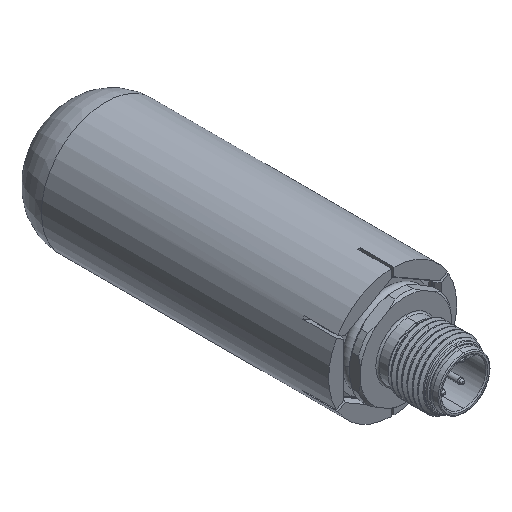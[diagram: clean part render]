
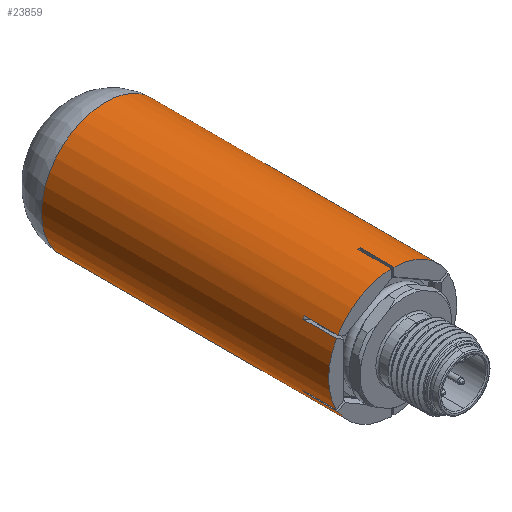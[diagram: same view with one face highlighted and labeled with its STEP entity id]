
A CAD part, isometric view. The second image highlights one B-rep face of the part: STEP entity #23859.
In plain terms, the highlighted cylindrical face has radius 12 mm (diameter 24 mm), a full revolution.
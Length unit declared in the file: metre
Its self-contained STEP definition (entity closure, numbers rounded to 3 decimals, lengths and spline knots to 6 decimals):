
#2707=CIRCLE('',#26544,0.012);
#2709=CIRCLE('',#26548,0.012);
#2711=CIRCLE('',#26553,0.012);
#2713=CIRCLE('',#26556,0.012);
#2715=CIRCLE('',#26560,0.012);
#2717=CIRCLE('',#26564,0.012);
#2718=CIRCLE('',#26567,0.012);
#2719=CIRCLE('',#26568,0.012);
#2720=CIRCLE('',#26569,0.012);
#2721=CIRCLE('',#26570,0.012);
#2722=CIRCLE('',#26571,0.012);
#2723=CIRCLE('',#26572,0.012);
#2724=CIRCLE('',#26573,0.012);
#3931=LINE('',#44619,#5678);
#3932=LINE('',#44623,#5679);
#3933=LINE('',#44624,#5680);
#3934=LINE('',#44628,#5681);
#3935=LINE('',#44629,#5682);
#3936=LINE('',#44633,#5683);
#3937=LINE('',#44634,#5684);
#3938=LINE('',#44638,#5685);
#3939=LINE('',#44639,#5686);
#3940=LINE('',#44643,#5687);
#3941=LINE('',#44644,#5688);
#3942=LINE('',#44648,#5689);
#5678=VECTOR('',#32017,1.);
#5679=VECTOR('',#32020,1.);
#5680=VECTOR('',#32021,1.);
#5681=VECTOR('',#32024,1.);
#5682=VECTOR('',#32025,1.);
#5683=VECTOR('',#32028,1.);
#5684=VECTOR('',#32029,1.);
#5685=VECTOR('',#32032,1.);
#5686=VECTOR('',#32033,1.);
#5687=VECTOR('',#32036,1.);
#5688=VECTOR('',#32037,1.);
#5689=VECTOR('',#32040,1.);
#10593=ORIENTED_EDGE('',*,*,#15431,.F.);
#10594=ORIENTED_EDGE('',*,*,#15469,.T.);
#10595=ORIENTED_EDGE('',*,*,#15470,.F.);
#10596=ORIENTED_EDGE('',*,*,#15471,.F.);
#10597=ORIENTED_EDGE('',*,*,#15424,.F.);
#10598=ORIENTED_EDGE('',*,*,#15472,.T.);
#10599=ORIENTED_EDGE('',*,*,#15473,.F.);
#10600=ORIENTED_EDGE('',*,*,#15474,.F.);
#10601=ORIENTED_EDGE('',*,*,#15463,.F.);
#10602=ORIENTED_EDGE('',*,*,#15475,.T.);
#10603=ORIENTED_EDGE('',*,*,#15476,.F.);
#10604=ORIENTED_EDGE('',*,*,#15477,.F.);
#10605=ORIENTED_EDGE('',*,*,#15455,.F.);
#10606=ORIENTED_EDGE('',*,*,#15478,.T.);
#10607=ORIENTED_EDGE('',*,*,#15479,.F.);
#10608=ORIENTED_EDGE('',*,*,#15480,.F.);
#10609=ORIENTED_EDGE('',*,*,#15447,.F.);
#10610=ORIENTED_EDGE('',*,*,#15481,.T.);
#10611=ORIENTED_EDGE('',*,*,#15482,.F.);
#10612=ORIENTED_EDGE('',*,*,#15483,.F.);
#10613=ORIENTED_EDGE('',*,*,#15443,.F.);
#10614=ORIENTED_EDGE('',*,*,#15484,.T.);
#10615=ORIENTED_EDGE('',*,*,#15485,.F.);
#10616=ORIENTED_EDGE('',*,*,#15486,.F.);
#10617=ORIENTED_EDGE('',*,*,#15487,.T.);
#15424=EDGE_CURVE('',#17970,#17968,#2707,.T.);
#15431=EDGE_CURVE('',#17977,#17978,#2709,.T.);
#15443=EDGE_CURVE('',#17989,#17990,#2711,.T.);
#15447=EDGE_CURVE('',#17993,#17994,#2713,.T.);
#15455=EDGE_CURVE('',#18001,#18002,#2715,.T.);
#15463=EDGE_CURVE('',#18009,#18010,#2717,.T.);
#15469=EDGE_CURVE('',#17977,#18015,#3931,.T.);
#15470=EDGE_CURVE('',#18016,#18015,#2718,.T.);
#15471=EDGE_CURVE('',#17968,#18016,#3932,.T.);
#15472=EDGE_CURVE('',#17970,#18017,#3933,.T.);
#15473=EDGE_CURVE('',#18018,#18017,#2719,.T.);
#15474=EDGE_CURVE('',#18010,#18018,#3934,.T.);
#15475=EDGE_CURVE('',#18009,#18019,#3935,.T.);
#15476=EDGE_CURVE('',#18020,#18019,#2720,.T.);
#15477=EDGE_CURVE('',#18002,#18020,#3936,.T.);
#15478=EDGE_CURVE('',#18001,#18021,#3937,.T.);
#15479=EDGE_CURVE('',#18022,#18021,#2721,.T.);
#15480=EDGE_CURVE('',#17994,#18022,#3938,.T.);
#15481=EDGE_CURVE('',#17993,#18023,#3939,.T.);
#15482=EDGE_CURVE('',#18024,#18023,#2722,.T.);
#15483=EDGE_CURVE('',#17990,#18024,#3940,.T.);
#15484=EDGE_CURVE('',#17989,#18025,#3941,.T.);
#15485=EDGE_CURVE('',#18026,#18025,#2723,.T.);
#15486=EDGE_CURVE('',#17978,#18026,#3942,.T.);
#15487=EDGE_CURVE('',#18027,#18027,#2724,.T.);
#17968=VERTEX_POINT('',#44513);
#17970=VERTEX_POINT('',#44517);
#17977=VERTEX_POINT('',#44533);
#17978=VERTEX_POINT('',#44535);
#17989=VERTEX_POINT('',#44560);
#17990=VERTEX_POINT('',#44562);
#17993=VERTEX_POINT('',#44569);
#17994=VERTEX_POINT('',#44571);
#18001=VERTEX_POINT('',#44587);
#18002=VERTEX_POINT('',#44589);
#18009=VERTEX_POINT('',#44605);
#18010=VERTEX_POINT('',#44607);
#18015=VERTEX_POINT('',#44620);
#18016=VERTEX_POINT('',#44622);
#18017=VERTEX_POINT('',#44625);
#18018=VERTEX_POINT('',#44627);
#18019=VERTEX_POINT('',#44630);
#18020=VERTEX_POINT('',#44632);
#18021=VERTEX_POINT('',#44635);
#18022=VERTEX_POINT('',#44637);
#18023=VERTEX_POINT('',#44640);
#18024=VERTEX_POINT('',#44642);
#18025=VERTEX_POINT('',#44645);
#18026=VERTEX_POINT('',#44647);
#18027=VERTEX_POINT('',#44650);
#19860=EDGE_LOOP('',(#10593,#10594,#10595,#10596,#10597,#10598,#10599,#10600,
#10601,#10602,#10603,#10604,#10605,#10606,#10607,#10608,#10609,#10610,#10611,
#10612,#10613,#10614,#10615,#10616));
#19861=EDGE_LOOP('',(#10617));
#21602=FACE_BOUND('',#19860,.T.);
#21603=FACE_BOUND('',#19861,.T.);
#22791=CYLINDRICAL_SURFACE('',#26566,0.012);
#23859=ADVANCED_FACE('',(#21602,#21603),#22791,.T.);
#26544=AXIS2_PLACEMENT_3D('',#44518,#31937,#31938);
#26548=AXIS2_PLACEMENT_3D('',#44534,#31950,#31951);
#26553=AXIS2_PLACEMENT_3D('',#44561,#31970,#31971);
#26556=AXIS2_PLACEMENT_3D('',#44570,#31978,#31979);
#26560=AXIS2_PLACEMENT_3D('',#44588,#31992,#31993);
#26564=AXIS2_PLACEMENT_3D('',#44606,#32006,#32007);
#26566=AXIS2_PLACEMENT_3D('',#44618,#32015,#32016);
#26567=AXIS2_PLACEMENT_3D('',#44621,#32018,#32019);
#26568=AXIS2_PLACEMENT_3D('',#44626,#32022,#32023);
#26569=AXIS2_PLACEMENT_3D('',#44631,#32026,#32027);
#26570=AXIS2_PLACEMENT_3D('',#44636,#32030,#32031);
#26571=AXIS2_PLACEMENT_3D('',#44641,#32034,#32035);
#26572=AXIS2_PLACEMENT_3D('',#44646,#32038,#32039);
#26573=AXIS2_PLACEMENT_3D('',#44649,#32041,#32042);
#31937=DIRECTION('',(0.,-1.,0.));
#31938=DIRECTION('',(0.,0.,-1.));
#31950=DIRECTION('',(0.,-1.,0.));
#31951=DIRECTION('',(0.,0.,-1.));
#31970=DIRECTION('',(0.,-1.,0.));
#31971=DIRECTION('',(0.,0.,-1.));
#31978=DIRECTION('',(0.,-1.,0.));
#31979=DIRECTION('',(0.,0.,-1.));
#31992=DIRECTION('',(0.,-1.,0.));
#31993=DIRECTION('',(0.,0.,-1.));
#32006=DIRECTION('',(0.,-1.,0.));
#32007=DIRECTION('',(0.,0.,-1.));
#32015=DIRECTION('',(0.,1.,0.));
#32016=DIRECTION('',(0.,0.,1.));
#32017=DIRECTION('',(0.,-1.,0.));
#32018=DIRECTION('',(0.,-1.,0.));
#32019=DIRECTION('',(0.,0.,-1.));
#32020=DIRECTION('',(0.,-1.,0.));
#32021=DIRECTION('',(0.,-1.,0.));
#32022=DIRECTION('',(0.,-1.,0.));
#32023=DIRECTION('',(0.,0.,-1.));
#32024=DIRECTION('',(0.,-1.,0.));
#32025=DIRECTION('',(0.,-1.,0.));
#32026=DIRECTION('',(0.,-1.,0.));
#32027=DIRECTION('',(0.,0.,-1.));
#32028=DIRECTION('',(0.,-1.,0.));
#32029=DIRECTION('',(0.,-1.,0.));
#32030=DIRECTION('',(0.,-1.,0.));
#32031=DIRECTION('',(0.,0.,-1.));
#32032=DIRECTION('',(0.,-1.,0.));
#32033=DIRECTION('',(0.,-1.,0.));
#32034=DIRECTION('',(0.,-1.,0.));
#32035=DIRECTION('',(0.,0.,-1.));
#32036=DIRECTION('',(0.,-1.,0.));
#32037=DIRECTION('',(0.,-1.,0.));
#32038=DIRECTION('',(0.,-1.,0.));
#32039=DIRECTION('',(0.,0.,-1.));
#32040=DIRECTION('',(0.,-1.,0.));
#32041=DIRECTION('',(0.,-1.,0.));
#32042=DIRECTION('',(0.,0.,-1.));
#44513=CARTESIAN_POINT('',(-0.010515,-0.0565,0.005782));
#44517=CARTESIAN_POINT('',(-0.010265,-0.0565,0.006215));
#44518=CARTESIAN_POINT('',(0.,-0.0565,0.));
#44533=CARTESIAN_POINT('',(-0.010515,-0.0565,-0.005782));
#44534=CARTESIAN_POINT('',(0.,-0.0565,0.));
#44535=CARTESIAN_POINT('',(-0.010265,-0.0565,-0.006215));
#44560=CARTESIAN_POINT('',(-0.00025,-0.0565,-0.011997));
#44561=CARTESIAN_POINT('',(0.,-0.0565,0.));
#44562=CARTESIAN_POINT('',(0.00025,-0.0565,-0.011997));
#44569=CARTESIAN_POINT('',(0.010265,-0.0565,-0.006215));
#44570=CARTESIAN_POINT('',(0.,-0.0565,0.));
#44571=CARTESIAN_POINT('',(0.010515,-0.0565,-0.005782));
#44587=CARTESIAN_POINT('',(0.010515,-0.0565,0.005782));
#44588=CARTESIAN_POINT('',(0.,-0.0565,0.));
#44589=CARTESIAN_POINT('',(0.010265,-0.0565,0.006215));
#44605=CARTESIAN_POINT('',(0.00025,-0.0565,0.011997));
#44606=CARTESIAN_POINT('',(0.,-0.0565,0.));
#44607=CARTESIAN_POINT('',(-0.00025,-0.0565,0.011997));
#44618=CARTESIAN_POINT('',(0.,-0.058,0.));
#44619=CARTESIAN_POINT('',(-0.010515,-0.0565,-0.005782));
#44620=CARTESIAN_POINT('',(-0.010515,-0.0628,-0.005782));
#44621=CARTESIAN_POINT('',(0.,-0.0628,0.));
#44622=CARTESIAN_POINT('',(-0.010515,-0.0628,0.005782));
#44623=CARTESIAN_POINT('',(-0.010515,-0.0565,0.005782));
#44624=CARTESIAN_POINT('',(-0.010265,-0.0565,0.006215));
#44625=CARTESIAN_POINT('',(-0.010265,-0.0628,0.006215));
#44626=CARTESIAN_POINT('',(0.,-0.0628,0.));
#44627=CARTESIAN_POINT('',(-0.00025,-0.0628,0.011997));
#44628=CARTESIAN_POINT('',(-0.00025,-0.0565,0.011997));
#44629=CARTESIAN_POINT('',(0.00025,-0.0565,0.011997));
#44630=CARTESIAN_POINT('',(0.00025,-0.0628,0.011997));
#44631=CARTESIAN_POINT('',(0.,-0.0628,0.));
#44632=CARTESIAN_POINT('',(0.010265,-0.0628,0.006215));
#44633=CARTESIAN_POINT('',(0.010265,-0.0565,0.006215));
#44634=CARTESIAN_POINT('',(0.010515,-0.0565,0.005782));
#44635=CARTESIAN_POINT('',(0.010515,-0.0628,0.005782));
#44636=CARTESIAN_POINT('',(0.,-0.0628,0.));
#44637=CARTESIAN_POINT('',(0.010515,-0.0628,-0.005782));
#44638=CARTESIAN_POINT('',(0.010515,-0.0565,-0.005782));
#44639=CARTESIAN_POINT('',(0.010265,-0.0565,-0.006215));
#44640=CARTESIAN_POINT('',(0.010265,-0.0628,-0.006215));
#44641=CARTESIAN_POINT('',(0.,-0.0628,0.));
#44642=CARTESIAN_POINT('',(0.00025,-0.0628,-0.011997));
#44643=CARTESIAN_POINT('',(0.00025,-0.0565,-0.011997));
#44644=CARTESIAN_POINT('',(-0.00025,-0.0565,-0.011997));
#44645=CARTESIAN_POINT('',(-0.00025,-0.0628,-0.011997));
#44646=CARTESIAN_POINT('',(0.,-0.0628,0.));
#44647=CARTESIAN_POINT('',(-0.010265,-0.0628,-0.006215));
#44648=CARTESIAN_POINT('',(-0.010265,-0.0565,-0.006215));
#44649=CARTESIAN_POINT('',(0.,-0.009,0.));
#44650=CARTESIAN_POINT('',(0.,-0.009,-0.012));
